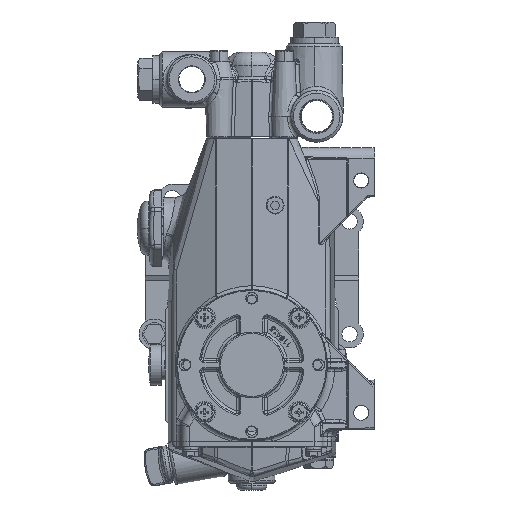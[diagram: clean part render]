
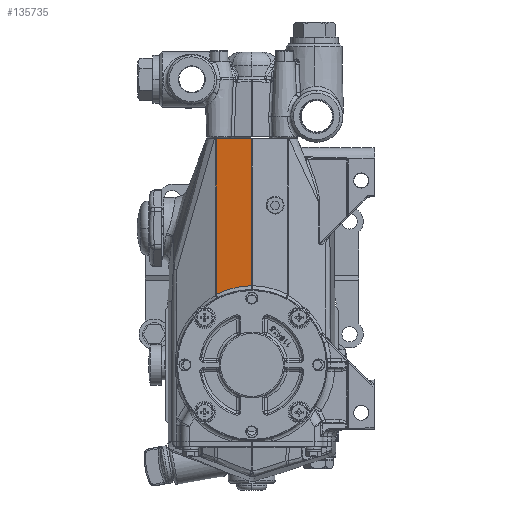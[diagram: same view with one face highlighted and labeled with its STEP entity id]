
A CAD part, left-side view. The second image highlights one B-rep face of the part: STEP entity #135735.
In plain terms, the highlighted planar face has unit normal (-0.993, 0.117, 0).
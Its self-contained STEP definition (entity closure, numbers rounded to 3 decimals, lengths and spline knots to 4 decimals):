
#439 = CARTESIAN_POINT ( 'NONE',  ( 2.8094, 1.5132, -1.0792 ) ) ;
#2161 = FACE_OUTER_BOUND ( 'NONE', #24212, .T. ) ;
#7244 = ORIENTED_EDGE ( 'NONE', *, *, #87271, .T. ) ;
#9552 = CARTESIAN_POINT ( 'NONE',  ( 2.6901, 0.497, -0.8292 ) ) ;
#19328 = ORIENTED_EDGE ( 'NONE', *, *, #97557, .T. ) ;
#24212 = EDGE_LOOP ( 'NONE', ( #7244, #132143, #19328, #102126 ) ) ;
#24487 = DIRECTION ( 'NONE',  ( 0.117, 0.993, 0. ) ) ;
#25911 = CARTESIAN_POINT ( 'NONE',  ( 2.8094, 1.5132, 3.4032 ) ) ;
#30543 = LINE ( 'NONE', #63176, #41376 ) ;
#36055 =( BOUNDED_CURVE ( )  B_SPLINE_CURVE ( 3, ( #121554, #47144, #90441, #136433 ),
 .UNSPECIFIED., .F., .F. ) 
 B_SPLINE_CURVE_WITH_KNOTS ( ( 4, 4 ),
 ( 4.24, 4.7023 ),
 .UNSPECIFIED. ) 
 CURVE ( )  GEOMETRIC_REPRESENTATION_ITEM ( )  RATIONAL_B_SPLINE_CURVE ( ( 1., 0.982, 0.982, 1. ) ) 
 REPRESENTATION_ITEM ( '' )  );
#36398 = VERTEX_POINT ( 'NONE', #9552 ) ;
#41376 = VECTOR ( 'NONE', #41873, 39.3701 ) ;
#41873 = DIRECTION ( 'NONE',  ( 0., 0., -1. ) ) ;
#42019 = LINE ( 'NONE', #85320, #133162 ) ;
#44035 = CARTESIAN_POINT ( 'NONE',  ( 2.8107, 1.5244, 3.4229 ) ) ;
#44798 = DIRECTION ( 'NONE',  ( 0., 0., 1. ) ) ;
#47144 = CARTESIAN_POINT ( 'NONE',  ( 2.7723, 1.197, -0.9176 ) ) ;
#63176 = CARTESIAN_POINT ( 'NONE',  ( 2.8094, 1.5132, 3.4229 ) ) ;
#66202 = VERTEX_POINT ( 'NONE', #439 ) ;
#66699 = PLANE ( 'NONE',  #94447 ) ;
#67898 = EDGE_CURVE ( 'NONE', #66202, #36398, #36055, .T. ) ;
#71646 = VERTEX_POINT ( 'NONE', #83065 ) ;
#72164 = VECTOR ( 'NONE', #24487, 39.3701 ) ;
#75982 = DIRECTION ( 'NONE',  ( 0.993, -0.117, 0. ) ) ;
#83065 = CARTESIAN_POINT ( 'NONE',  ( 2.6901, 0.497, 3.4032 ) ) ;
#85320 = CARTESIAN_POINT ( 'NONE',  ( 2.6901, 0.497, 3.4229 ) ) ;
#87271 = EDGE_CURVE ( 'NONE', #122337, #66202, #30543, .T. ) ;
#90441 = CARTESIAN_POINT ( 'NONE',  ( 2.7318, 0.8521, -0.8328 ) ) ;
#94447 = AXIS2_PLACEMENT_3D ( 'NONE', #44035, #75982, #119151 ) ;
#97557 = EDGE_CURVE ( 'NONE', #36398, #71646, #42019, .T. ) ;
#100356 = LINE ( 'NONE', #25911, #72164 ) ;
#102126 = ORIENTED_EDGE ( 'NONE', *, *, #140242, .T. ) ;
#117569 = CARTESIAN_POINT ( 'NONE',  ( 2.8094, 1.5132, 3.4032 ) ) ;
#119151 = DIRECTION ( 'NONE',  ( 0.117, 0.993, 0. ) ) ;
#121554 = CARTESIAN_POINT ( 'NONE',  ( 2.8094, 1.5132, -1.0792 ) ) ;
#122337 = VERTEX_POINT ( 'NONE', #117569 ) ;
#132143 = ORIENTED_EDGE ( 'NONE', *, *, #67898, .T. ) ;
#133162 = VECTOR ( 'NONE', #44798, 39.3701 ) ;
#135735 = ADVANCED_FACE ( 'NONE', ( #2161 ), #66699, .F. ) ;
#136433 = CARTESIAN_POINT ( 'NONE',  ( 2.6901, 0.497, -0.8292 ) ) ;
#140242 = EDGE_CURVE ( 'NONE', #71646, #122337, #100356, .T. ) ;
